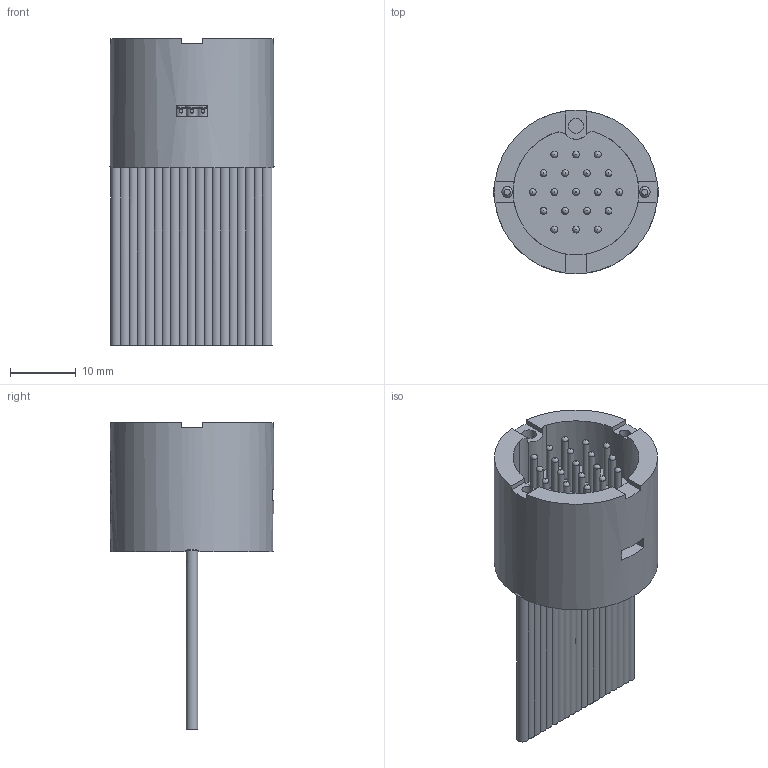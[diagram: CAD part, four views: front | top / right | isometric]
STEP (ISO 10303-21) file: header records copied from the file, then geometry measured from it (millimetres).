
FILE_DESCRIPTION(/* description */ ('Alibre Inc.'),/* implementation_level */ '2;1');
FILE_NAME(/* name */ 'export0',/* time_stamp */ '2010-02-10T11:38:49-08:00',/* author */ (''),/* organization */ (''),/* preprocessor_version */ 'ST-DEVELOPER v10',/* originating_system */ 'Alibre',/* authorisation */ '');
FILE_SCHEMA (('CONFIG_CONTROL_DESIGN'));
Length unit declared in the file: centimetre
Products named in the file (1): WRM 110812
Bounding box: 25.27 x 24.87 x 46.76 mm (x, y, z)
Volume: 7510.1 mm3; surface area: 7765.4 mm2
Topology: 1 solids, 1 shells, 1236 faces, 3291 edges, 2168 vertices
Faces by surface type: bspline 432, plane 429, cylinder 232, torus 114, cone 29
Full cylindrical faces by diameter (mm): 0.559 x19, 1.016 x19, 1.041 x19, 1.143 x19, 1.651 x2, 1.676 x19, 1.753 x19, 1.93 x19, 2.108 x19, 2.184 x2, 2.261 x2, 2.286 x1, 24.892 x1
Entity records: 39016 total; most frequent: CARTESIAN_POINT 13274, ORIENTED_EDGE 5780, DIRECTION 3572, EDGE_CURVE 2890, VERTEX_POINT 2064, EDGE_LOOP 1730, FACE_BOUND 1730, AXIS2_PLACEMENT_3D 1458
